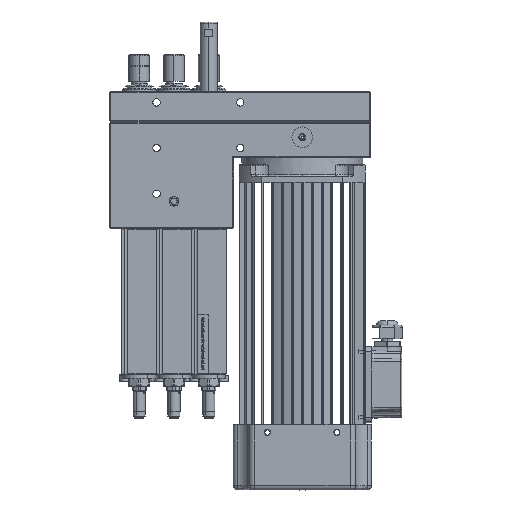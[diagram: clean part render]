
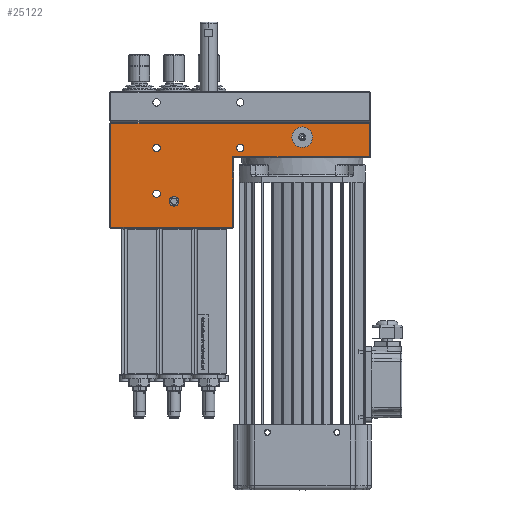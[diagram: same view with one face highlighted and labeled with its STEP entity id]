
A CAD part, front view. The second image highlights one B-rep face of the part: STEP entity #25122.
In plain terms, the highlighted planar face has unit normal (0, -1, 0).
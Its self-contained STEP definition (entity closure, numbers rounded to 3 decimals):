
#64 = EDGE_CURVE ( 'NONE', #108194, #101624, #93398, .T. ) ;
#184 = DIRECTION ( 'NONE',  ( 0., 0., -1. ) ) ;
#1581 = DIRECTION ( 'NONE',  ( 1., 0., 0. ) ) ;
#2010 = DIRECTION ( 'NONE',  ( 0., 0., -1. ) ) ;
#4415 = CARTESIAN_POINT ( 'NONE',  ( 37.165, -43.193, 99.754 ) ) ;
#6245 = VECTOR ( 'NONE', #10095, 1000. ) ;
#6416 = LINE ( 'NONE', #35256, #37335 ) ;
#7631 = EDGE_CURVE ( 'NONE', #26020, #54385, #40579, .T. ) ;
#8841 = CARTESIAN_POINT ( 'NONE',  ( -96.835, -43.193, 99.254 ) ) ;
#9451 = VERTEX_POINT ( 'NONE', #4415 ) ;
#9897 = FACE_BOUND ( 'NONE', #38903, .T. ) ;
#10095 = DIRECTION ( 'NONE',  ( 0., 0., 1. ) ) ;
#10365 = CARTESIAN_POINT ( 'NONE',  ( -138.835, -43.193, 122.254 ) ) ;
#10662 = EDGE_LOOP ( 'NONE', ( #47928, #68452 ) ) ;
#11786 = PLANE ( 'NONE',  #86186 ) ;
#12094 = VECTOR ( 'NONE', #71739, 1000. ) ;
#13356 = DIRECTION ( 'NONE',  ( 0., 0., -1. ) ) ;
#14140 = CIRCLE ( 'NONE', #109808, 9.5 ) ;
#14489 = EDGE_CURVE ( 'NONE', #9451, #66587, #92742, .T. ) ;
#15928 = CARTESIAN_POINT ( 'NONE',  ( -19.835, -43.193, 99.254 ) ) ;
#16513 = AXIS2_PLACEMENT_3D ( 'NONE', #95419, #111076, #59857 ) ;
#18082 = EDGE_LOOP ( 'NONE', ( #60655, #96851 ) ) ;
#19438 = DIRECTION ( 'NONE',  ( 0., 0., 1. ) ) ;
#19536 = CARTESIAN_POINT ( 'NONE',  ( -138.835, -43.193, 26.254 ) ) ;
#20097 = EDGE_CURVE ( 'NONE', #54385, #26020, #67132, .T. ) ;
#21313 = EDGE_CURVE ( 'NONE', #107550, #52116, #90665, .T. ) ;
#22743 = DIRECTION ( 'NONE',  ( 0., -1., 0. ) ) ;
#23026 = DIRECTION ( 'NONE',  ( 0., -1., 0. ) ) ;
#23200 = ORIENTED_EDGE ( 'NONE', *, *, #21313, .F. ) ;
#24085 = LINE ( 'NONE', #38332, #12094 ) ;
#24213 = ORIENTED_EDGE ( 'NONE', *, *, #64860, .T. ) ;
#25122 = ADVANCED_FACE ( 'NONE', ( #78414, #9897, #75739, #52875, #46095, #36733 ), #11786, .T. ) ;
#25629 = VERTEX_POINT ( 'NONE', #38312 ) ;
#26020 = VERTEX_POINT ( 'NONE', #27673 ) ;
#26097 = DIRECTION ( 'NONE',  ( 0., 0., -1. ) ) ;
#26845 = CARTESIAN_POINT ( 'NONE',  ( 99.165, -43.193, 91.254 ) ) ;
#27673 = CARTESIAN_POINT ( 'NONE',  ( -96.835, -43.193, 95.854 ) ) ;
#29695 = LINE ( 'NONE', #19536, #76628 ) ;
#29889 = EDGE_CURVE ( 'NONE', #61798, #101624, #37310, .T. ) ;
#35046 = CARTESIAN_POINT ( 'NONE',  ( -19.835, -43.193, 95.854 ) ) ;
#35256 = CARTESIAN_POINT ( 'NONE',  ( 99.165, -43.193, 25.254 ) ) ;
#35985 = DIRECTION ( 'NONE',  ( 0., -1., 0. ) ) ;
#36309 = CARTESIAN_POINT ( 'NONE',  ( -96.835, -43.193, 102.654 ) ) ;
#36497 = CIRCLE ( 'NONE', #39670, 3.4 ) ;
#36545 = ORIENTED_EDGE ( 'NONE', *, *, #29889, .T. ) ;
#36733 = FACE_BOUND ( 'NONE', #18082, .T. ) ;
#36891 = DIRECTION ( 'NONE',  ( 0., -1., 0. ) ) ;
#37310 = LINE ( 'NONE', #54422, #58851 ) ;
#37335 = VECTOR ( 'NONE', #19438, 1000. ) ;
#37477 = CARTESIAN_POINT ( 'NONE',  ( -96.835, -43.193, 57.254 ) ) ;
#37762 = CARTESIAN_POINT ( 'NONE',  ( -80.835, -43.193, 45.854 ) ) ;
#38312 = CARTESIAN_POINT ( 'NONE',  ( -96.835, -43.193, 60.654 ) ) ;
#38332 = CARTESIAN_POINT ( 'NONE',  ( 99.165, -43.193, 91.254 ) ) ;
#38471 = ORIENTED_EDGE ( 'NONE', *, *, #20097, .F. ) ;
#38740 = CIRCLE ( 'NONE', #92630, 3.4 ) ;
#38903 = EDGE_LOOP ( 'NONE', ( #23200, #55597 ) ) ;
#39670 = AXIS2_PLACEMENT_3D ( 'NONE', #74197, #22743, #100748 ) ;
#40579 = CIRCLE ( 'NONE', #95101, 3.4 ) ;
#41812 = EDGE_CURVE ( 'NONE', #25629, #54645, #36497, .T. ) ;
#43084 = DIRECTION ( 'NONE',  ( 0., -1., 0. ) ) ;
#44699 = EDGE_CURVE ( 'NONE', #54645, #25629, #45910, .T. ) ;
#45010 = DIRECTION ( 'NONE',  ( -1., 0., 0. ) ) ;
#45910 = CIRCLE ( 'NONE', #109527, 3.4 ) ;
#45944 = CARTESIAN_POINT ( 'NONE',  ( -80.835, -43.193, 54.654 ) ) ;
#46095 = FACE_BOUND ( 'NONE', #10662, .T. ) ;
#46265 = DIRECTION ( 'NONE',  ( 0., 0., -1. ) ) ;
#46267 = CARTESIAN_POINT ( 'NONE',  ( -80.835, -43.193, 50.254 ) ) ;
#46872 = CARTESIAN_POINT ( 'NONE',  ( 37.165, -43.193, 118.754 ) ) ;
#47928 = ORIENTED_EDGE ( 'NONE', *, *, #64665, .F. ) ;
#50095 = CARTESIAN_POINT ( 'NONE',  ( -96.835, -43.193, 53.854 ) ) ;
#50885 = VERTEX_POINT ( 'NONE', #78530 ) ;
#52116 = VERTEX_POINT ( 'NONE', #45944 ) ;
#52875 = FACE_BOUND ( 'NONE', #84942, .T. ) ;
#53008 = DIRECTION ( 'NONE',  ( 0., -1., 0. ) ) ;
#54025 = ORIENTED_EDGE ( 'NONE', *, *, #87922, .T. ) ;
#54385 = VERTEX_POINT ( 'NONE', #36309 ) ;
#54422 = CARTESIAN_POINT ( 'NONE',  ( -138.835, -43.193, 122.254 ) ) ;
#54645 = VERTEX_POINT ( 'NONE', #50095 ) ;
#54723 = CIRCLE ( 'NONE', #67385, 4.4 ) ;
#55597 = ORIENTED_EDGE ( 'NONE', *, *, #63661, .F. ) ;
#55846 = EDGE_CURVE ( 'NONE', #108194, #61045, #29695, .T. ) ;
#56004 = ORIENTED_EDGE ( 'NONE', *, *, #7631, .F. ) ;
#57840 = CARTESIAN_POINT ( 'NONE',  ( -26.835, -43.193, 91.254 ) ) ;
#58104 = CIRCLE ( 'NONE', #58714, 3.4 ) ;
#58560 = EDGE_LOOP ( 'NONE', ( #56004, #38471 ) ) ;
#58633 = VERTEX_POINT ( 'NONE', #26845 ) ;
#58714 = AXIS2_PLACEMENT_3D ( 'NONE', #15928, #66974, #83137 ) ;
#58851 = VECTOR ( 'NONE', #45010, 1000. ) ;
#59857 = DIRECTION ( 'NONE',  ( 0., 0., -1. ) ) ;
#60655 = ORIENTED_EDGE ( 'NONE', *, *, #14489, .F. ) ;
#61045 = VERTEX_POINT ( 'NONE', #90476 ) ;
#61798 = VERTEX_POINT ( 'NONE', #101909 ) ;
#62238 = EDGE_CURVE ( 'NONE', #61045, #108245, #110093, .T. ) ;
#63661 = EDGE_CURVE ( 'NONE', #52116, #107550, #54723, .T. ) ;
#64665 = EDGE_CURVE ( 'NONE', #104246, #50885, #38740, .T. ) ;
#64860 = EDGE_CURVE ( 'NONE', #58633, #61798, #6416, .T. ) ;
#65098 = CARTESIAN_POINT ( 'NONE',  ( 37.165, -43.193, 109.254 ) ) ;
#65911 = CARTESIAN_POINT ( 'NONE',  ( -26.835, -43.193, 90.254 ) ) ;
#66587 = VERTEX_POINT ( 'NONE', #46872 ) ;
#66974 = DIRECTION ( 'NONE',  ( 0., -1., 0. ) ) ;
#67132 = CIRCLE ( 'NONE', #16513, 3.4 ) ;
#67385 = AXIS2_PLACEMENT_3D ( 'NONE', #104329, #53008, #2010 ) ;
#67914 = DIRECTION ( 'NONE',  ( 0., 0., -1. ) ) ;
#68452 = ORIENTED_EDGE ( 'NONE', *, *, #68773, .F. ) ;
#68773 = EDGE_CURVE ( 'NONE', #50885, #104246, #58104, .T. ) ;
#69266 = DIRECTION ( 'NONE',  ( 0., -1., 0. ) ) ;
#71739 = DIRECTION ( 'NONE',  ( 1., 0., 0. ) ) ;
#71816 = CARTESIAN_POINT ( 'NONE',  ( -138.835, -43.193, 25.254 ) ) ;
#74197 = CARTESIAN_POINT ( 'NONE',  ( -96.835, -43.193, 57.254 ) ) ;
#74922 = DIRECTION ( 'NONE',  ( 0., 0., 1. ) ) ;
#75739 = FACE_BOUND ( 'NONE', #58560, .T. ) ;
#76628 = VECTOR ( 'NONE', #1581, 1000. ) ;
#77290 = CARTESIAN_POINT ( 'NONE',  ( -19.835, -43.193, 99.254 ) ) ;
#78414 = FACE_OUTER_BOUND ( 'NONE', #95796, .T. ) ;
#78530 = CARTESIAN_POINT ( 'NONE',  ( -19.835, -43.193, 102.654 ) ) ;
#80427 = DIRECTION ( 'NONE',  ( 0., -1., 0. ) ) ;
#83137 = DIRECTION ( 'NONE',  ( 0., 0., -1. ) ) ;
#84942 = EDGE_LOOP ( 'NONE', ( #92621, #103648 ) ) ;
#84980 = CARTESIAN_POINT ( 'NONE',  ( 37.165, -43.193, 109.254 ) ) ;
#86186 = AXIS2_PLACEMENT_3D ( 'NONE', #71816, #36891, #46265 ) ;
#87793 = AXIS2_PLACEMENT_3D ( 'NONE', #46267, #80427, #89023 ) ;
#87922 = EDGE_CURVE ( 'NONE', #108245, #58633, #24085, .T. ) ;
#89023 = DIRECTION ( 'NONE',  ( 0., 0., -1. ) ) ;
#90083 = VECTOR ( 'NONE', #74922, 1000. ) ;
#90476 = CARTESIAN_POINT ( 'NONE',  ( -26.835, -43.193, 26.254 ) ) ;
#90665 = CIRCLE ( 'NONE', #87793, 4.4 ) ;
#92123 = ORIENTED_EDGE ( 'NONE', *, *, #55846, .T. ) ;
#92621 = ORIENTED_EDGE ( 'NONE', *, *, #44699, .F. ) ;
#92630 = AXIS2_PLACEMENT_3D ( 'NONE', #77290, #43084, #67914 ) ;
#92742 = CIRCLE ( 'NONE', #94413, 9.5 ) ;
#93398 = LINE ( 'NONE', #93746, #6245 ) ;
#93746 = CARTESIAN_POINT ( 'NONE',  ( -138.835, -43.193, 25.254 ) ) ;
#94413 = AXIS2_PLACEMENT_3D ( 'NONE', #84980, #102909, #184 ) ;
#94896 = ORIENTED_EDGE ( 'NONE', *, *, #62238, .T. ) ;
#95101 = AXIS2_PLACEMENT_3D ( 'NONE', #8841, #69266, #26097 ) ;
#95419 = CARTESIAN_POINT ( 'NONE',  ( -96.835, -43.193, 99.254 ) ) ;
#95796 = EDGE_LOOP ( 'NONE', ( #94896, #54025, #24213, #36545, #99627, #92123 ) ) ;
#96851 = ORIENTED_EDGE ( 'NONE', *, *, #109226, .F. ) ;
#99627 = ORIENTED_EDGE ( 'NONE', *, *, #64, .F. ) ;
#100748 = DIRECTION ( 'NONE',  ( 0., 0., -1. ) ) ;
#101624 = VERTEX_POINT ( 'NONE', #10365 ) ;
#101909 = CARTESIAN_POINT ( 'NONE',  ( 99.165, -43.193, 122.254 ) ) ;
#102909 = DIRECTION ( 'NONE',  ( 0., -1., 0. ) ) ;
#103648 = ORIENTED_EDGE ( 'NONE', *, *, #41812, .F. ) ;
#104246 = VERTEX_POINT ( 'NONE', #35046 ) ;
#104329 = CARTESIAN_POINT ( 'NONE',  ( -80.835, -43.193, 50.254 ) ) ;
#104919 = DIRECTION ( 'NONE',  ( 0., 0., -1. ) ) ;
#107550 = VERTEX_POINT ( 'NONE', #37762 ) ;
#108011 = CARTESIAN_POINT ( 'NONE',  ( -138.835, -43.193, 26.254 ) ) ;
#108194 = VERTEX_POINT ( 'NONE', #108011 ) ;
#108245 = VERTEX_POINT ( 'NONE', #57840 ) ;
#109226 = EDGE_CURVE ( 'NONE', #66587, #9451, #14140, .T. ) ;
#109527 = AXIS2_PLACEMENT_3D ( 'NONE', #37477, #35985, #104919 ) ;
#109808 = AXIS2_PLACEMENT_3D ( 'NONE', #65098, #23026, #13356 ) ;
#110093 = LINE ( 'NONE', #65911, #90083 ) ;
#111076 = DIRECTION ( 'NONE',  ( 0., -1., 0. ) ) ;
